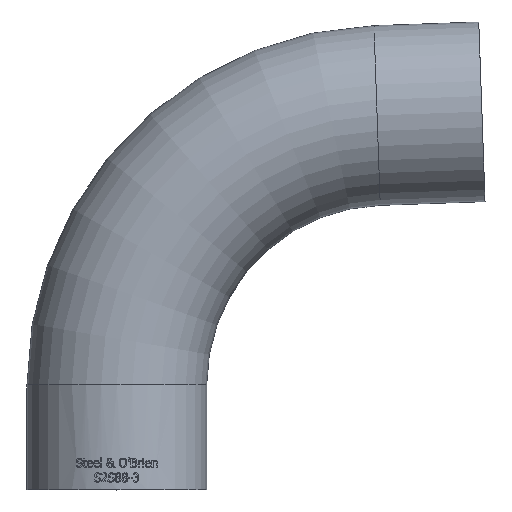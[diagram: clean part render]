
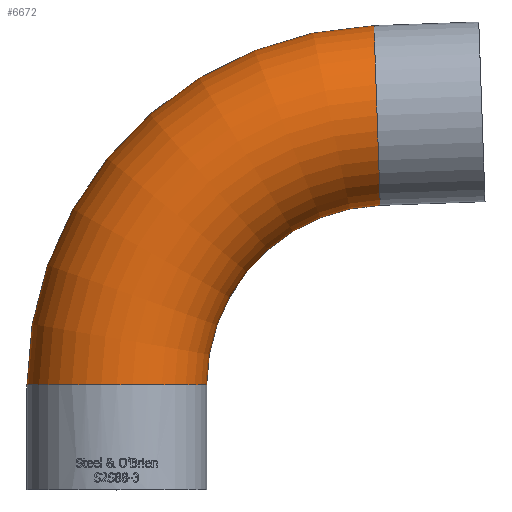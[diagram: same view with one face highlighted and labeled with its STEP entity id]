
A CAD part, top view. The second image highlights one B-rep face of the part: STEP entity #6672.
In plain terms, the highlighted toroidal (fillet/blend) face has major radius 114.3 mm and minor radius 38.1 mm.
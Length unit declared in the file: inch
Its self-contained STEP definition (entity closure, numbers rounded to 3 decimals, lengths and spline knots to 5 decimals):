
#14=TOROIDAL_SURFACE('',#6948,4.5,1.5);
#65=FACE_BOUND('',#1173,.T.);
#767=FACE_OUTER_BOUND('',#1172,.T.);
#1172=EDGE_LOOP('',(#6239));
#1173=EDGE_LOOP('',(#6240));
#2150=CIRCLE('',#6927,1.5);
#2156=CIRCLE('',#6949,1.5);
#3254=VERTEX_POINT('',#15672);
#3260=VERTEX_POINT('',#15700);
#4249=EDGE_CURVE('',#3254,#3254,#2150,.T.);
#4255=EDGE_CURVE('',#3260,#3260,#2156,.T.);
#6239=ORIENTED_EDGE('',*,*,#4249,.T.);
#6240=ORIENTED_EDGE('',*,*,#4255,.F.);
#6672=ADVANCED_FACE('',(#767,#65),#14,.T.);
#6927=AXIS2_PLACEMENT_3D('',#15673,#7885,#7886);
#6948=AXIS2_PLACEMENT_3D('',#15699,#7927,#7928);
#6949=AXIS2_PLACEMENT_3D('',#15701,#7929,#7930);
#7885=DIRECTION('center_axis',(0.,1.,0.));
#7886=DIRECTION('ref_axis',(1.,0.,0.));
#7927=DIRECTION('center_axis',(0.,0.,1.));
#7928=DIRECTION('ref_axis',(1.,0.,0.));
#7929=DIRECTION('center_axis',(0.999,0.035,0.));
#7930=DIRECTION('ref_axis',(0.035,-0.999,0.));
#15672=CARTESIAN_POINT('',(-6.,0.,0.));
#15673=CARTESIAN_POINT('Origin',(-4.5,0.,0.));
#15699=CARTESIAN_POINT('Origin',(0.,0.,0.));
#15700=CARTESIAN_POINT('',(-0.2094,5.99634,0.));
#15701=CARTESIAN_POINT('Origin',(-0.15705,4.49726,0.));
